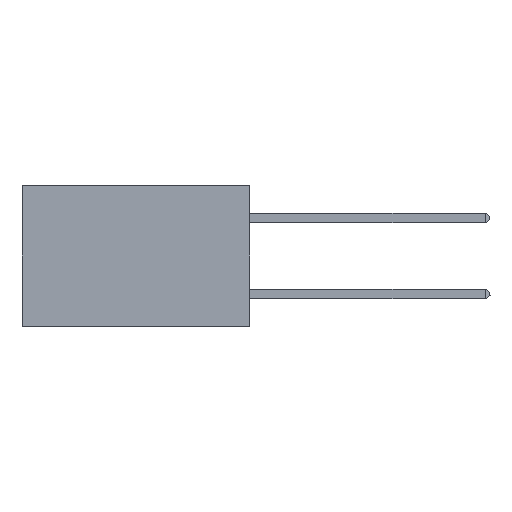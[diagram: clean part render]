
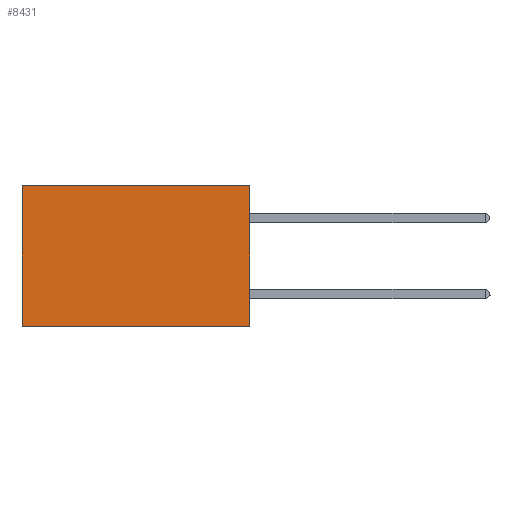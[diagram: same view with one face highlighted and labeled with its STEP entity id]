
A CAD part, left-side view. The second image highlights one B-rep face of the part: STEP entity #8431.
In plain terms, the highlighted planar face has unit normal (-1, 0, 0).
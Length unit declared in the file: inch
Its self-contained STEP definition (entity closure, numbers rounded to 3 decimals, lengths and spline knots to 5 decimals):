
#767 = LINE ( 'NONE', #14579, #6181 ) ;
#2801 = CARTESIAN_POINT ( 'NONE',  ( 0.2875, 0.6, 0. ) ) ;
#2994 = VERTEX_POINT ( 'NONE', #5976 ) ;
#3744 = PLANE ( 'NONE',  #14176 ) ;
#4128 = DIRECTION ( 'NONE',  ( 0., 0., -1. ) ) ;
#4859 = CARTESIAN_POINT ( 'NONE',  ( 0.2875, 0., 0. ) ) ;
#5623 = CARTESIAN_POINT ( 'NONE',  ( 0.2875, 0., 0. ) ) ;
#5748 = ORIENTED_EDGE ( 'NONE', *, *, #8378, .T. ) ;
#5976 = CARTESIAN_POINT ( 'NONE',  ( 0.2875, 0., -0.37 ) ) ;
#6077 = EDGE_CURVE ( 'NONE', #15288, #2994, #14433, .T. ) ;
#6125 = DIRECTION ( 'NONE',  ( 0., 0., -1. ) ) ;
#6181 = VECTOR ( 'NONE', #13401, 39.37008 ) ;
#6331 = CARTESIAN_POINT ( 'NONE',  ( 0.2875, 0., 0. ) ) ;
#6614 = CARTESIAN_POINT ( 'NONE',  ( 0.2875, 0.6, 0. ) ) ;
#6835 = ORIENTED_EDGE ( 'NONE', *, *, #16474, .T. ) ;
#7245 = ORIENTED_EDGE ( 'NONE', *, *, #14919, .F. ) ;
#8378 = EDGE_CURVE ( 'NONE', #15288, #12020, #10439, .T. ) ;
#8431 = ADVANCED_FACE ( 'NONE', ( #15571 ), #3744, .F. ) ;
#8893 = DIRECTION ( 'NONE',  ( 1., 0., 0. ) ) ;
#9188 = VECTOR ( 'NONE', #10469, 39.37008 ) ;
#10412 = DIRECTION ( 'NONE',  ( 0., 0., -1. ) ) ;
#10419 = CARTESIAN_POINT ( 'NONE',  ( 0.2875, 0.6, -0.37 ) ) ;
#10434 = ORIENTED_EDGE ( 'NONE', *, *, #6077, .F. ) ;
#10439 = LINE ( 'NONE', #17029, #9188 ) ;
#10469 = DIRECTION ( 'NONE',  ( 0., 1., 0. ) ) ;
#10916 = VECTOR ( 'NONE', #4128, 39.37008 ) ;
#10924 = EDGE_LOOP ( 'NONE', ( #6835, #7245, #10434, #5748 ) ) ;
#12020 = VERTEX_POINT ( 'NONE', #6614 ) ;
#12558 = VECTOR ( 'NONE', #6125, 39.37008 ) ;
#13401 = DIRECTION ( 'NONE',  ( 0., 1., 0. ) ) ;
#13575 = LINE ( 'NONE', #2801, #10916 ) ;
#14176 = AXIS2_PLACEMENT_3D ( 'NONE', #6331, #8893, #10412 ) ;
#14433 = LINE ( 'NONE', #4859, #12558 ) ;
#14579 = CARTESIAN_POINT ( 'NONE',  ( 0.2875, 0., -0.37 ) ) ;
#14919 = EDGE_CURVE ( 'NONE', #2994, #16905, #767, .T. ) ;
#15288 = VERTEX_POINT ( 'NONE', #5623 ) ;
#15571 = FACE_OUTER_BOUND ( 'NONE', #10924, .T. ) ;
#16474 = EDGE_CURVE ( 'NONE', #12020, #16905, #13575, .T. ) ;
#16905 = VERTEX_POINT ( 'NONE', #10419 ) ;
#17029 = CARTESIAN_POINT ( 'NONE',  ( 0.2875, 0., 0. ) ) ;
